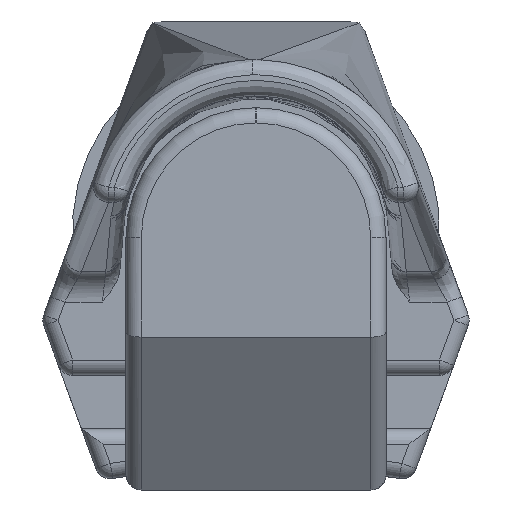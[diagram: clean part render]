
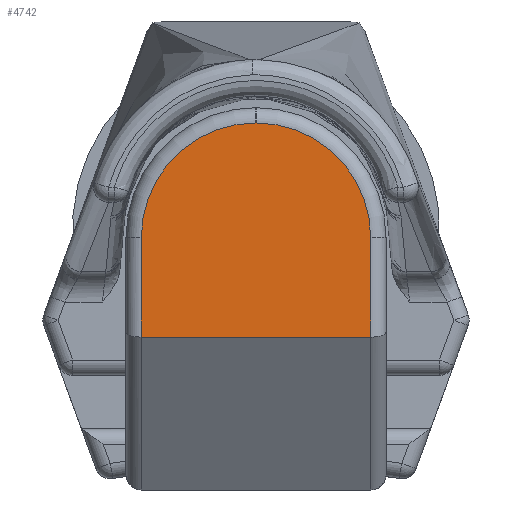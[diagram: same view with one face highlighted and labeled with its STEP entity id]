
A CAD part, front view. The second image highlights one B-rep face of the part: STEP entity #4742.
In plain terms, the highlighted planar face has unit normal (0, -1, 0).
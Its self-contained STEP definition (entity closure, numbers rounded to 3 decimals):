
#33 = CARTESIAN_POINT ( 'NONE',  ( 0.01, -0.6, -0.59 ) ) ;
#43 = DIRECTION ( 'NONE',  ( -1., 0., 0. ) ) ;
#58 = CARTESIAN_POINT ( 'NONE',  ( 7.5, -0.6, -7.103 ) ) ;
#292 = DIRECTION ( 'NONE',  ( 0., -1., 0. ) ) ;
#302 = CARTESIAN_POINT ( 'NONE',  ( -7.5, -0.6, -7.103 ) ) ;
#573 = EDGE_CURVE ( 'NONE', #2521, #6191, #2947, .T. ) ;
#661 = DIRECTION ( 'NONE',  ( 0., 0., 1. ) ) ;
#733 = AXIS2_PLACEMENT_3D ( 'NONE', #2783, #7344, #3438 ) ;
#819 = LINE ( 'NONE', #6826, #7570 ) ;
#912 = ORIENTED_EDGE ( 'NONE', *, *, #7886, .T. ) ;
#1006 = VECTOR ( 'NONE', #43, 1000. ) ;
#1298 = CARTESIAN_POINT ( 'NONE',  ( 7.5, -0.6, -0.59 ) ) ;
#1373 = ORIENTED_EDGE ( 'NONE', *, *, #6369, .T. ) ;
#1645 = DIRECTION ( 'NONE',  ( -1., 0., 0. ) ) ;
#1713 = VECTOR ( 'NONE', #2817, 1000. ) ;
#1921 = ORIENTED_EDGE ( 'NONE', *, *, #573, .T. ) ;
#1970 = VECTOR ( 'NONE', #2744, 1000. ) ;
#2462 = AXIS2_PLACEMENT_3D ( 'NONE', #4181, #292, #4844 ) ;
#2521 = VERTEX_POINT ( 'NONE', #5793 ) ;
#2744 = DIRECTION ( 'NONE',  ( 0., 0., 1. ) ) ;
#2749 = CARTESIAN_POINT ( 'NONE',  ( 7.5, -0.6, -0.59 ) ) ;
#2783 = CARTESIAN_POINT ( 'NONE',  ( 8.5, -0.6, 7.9 ) ) ;
#2817 = DIRECTION ( 'NONE',  ( 0., 0., -1. ) ) ;
#2865 = VERTEX_POINT ( 'NONE', #302 ) ;
#2947 = CIRCLE ( 'NONE', #2462, 7.49 ) ;
#3265 = ORIENTED_EDGE ( 'NONE', *, *, #6257, .T. ) ;
#3438 = DIRECTION ( 'NONE',  ( 0., 0., 1. ) ) ;
#3603 = CIRCLE ( 'NONE', #3946, 7.49 ) ;
#3704 = LINE ( 'NONE', #1298, #1970 ) ;
#3870 = VERTEX_POINT ( 'NONE', #58 ) ;
#3946 = AXIS2_PLACEMENT_3D ( 'NONE', #33, #4572, #661 ) ;
#4059 = PLANE ( 'NONE',  #733 ) ;
#4181 = CARTESIAN_POINT ( 'NONE',  ( -0.01, -0.6, -0.59 ) ) ;
#4572 = DIRECTION ( 'NONE',  ( 0., -1., 0. ) ) ;
#4590 = ORIENTED_EDGE ( 'NONE', *, *, #6084, .T. ) ;
#4742 = ADVANCED_FACE ( 'NONE', ( #5341 ), #4059, .F. ) ;
#4844 = DIRECTION ( 'NONE',  ( 0., 0., 1. ) ) ;
#5341 = FACE_OUTER_BOUND ( 'NONE', #6074, .T. ) ;
#5658 = VERTEX_POINT ( 'NONE', #2749 ) ;
#5793 = CARTESIAN_POINT ( 'NONE',  ( -0.01, -0.6, 6.9 ) ) ;
#6074 = EDGE_LOOP ( 'NONE', ( #1921, #912, #6167, #3265, #4590, #1373 ) ) ;
#6084 = EDGE_CURVE ( 'NONE', #5658, #7727, #3603, .T. ) ;
#6167 = ORIENTED_EDGE ( 'NONE', *, *, #6855, .F. ) ;
#6191 = VERTEX_POINT ( 'NONE', #6568 ) ;
#6257 = EDGE_CURVE ( 'NONE', #3870, #5658, #3704, .T. ) ;
#6369 = EDGE_CURVE ( 'NONE', #7727, #2521, #819, .T. ) ;
#6468 = CARTESIAN_POINT ( 'NONE',  ( 0.01, -0.6, 6.9 ) ) ;
#6530 = CARTESIAN_POINT ( 'NONE',  ( 8.5, -0.6, -7.103 ) ) ;
#6568 = CARTESIAN_POINT ( 'NONE',  ( -7.5, -0.6, -0.59 ) ) ;
#6691 = LINE ( 'NONE', #6747, #1713 ) ;
#6747 = CARTESIAN_POINT ( 'NONE',  ( -7.5, -0.6, 7.9 ) ) ;
#6826 = CARTESIAN_POINT ( 'NONE',  ( 8.5, -0.6, 6.9 ) ) ;
#6855 = EDGE_CURVE ( 'NONE', #3870, #2865, #7759, .T. ) ;
#7344 = DIRECTION ( 'NONE',  ( 0., 1., 0. ) ) ;
#7570 = VECTOR ( 'NONE', #1645, 1000. ) ;
#7727 = VERTEX_POINT ( 'NONE', #6468 ) ;
#7759 = LINE ( 'NONE', #6530, #1006 ) ;
#7886 = EDGE_CURVE ( 'NONE', #6191, #2865, #6691, .T. ) ;
